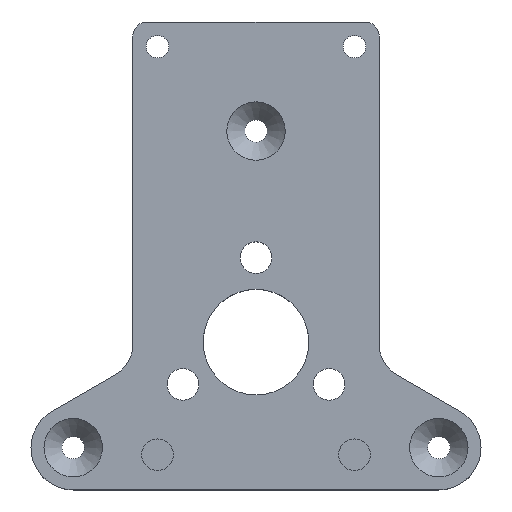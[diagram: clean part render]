
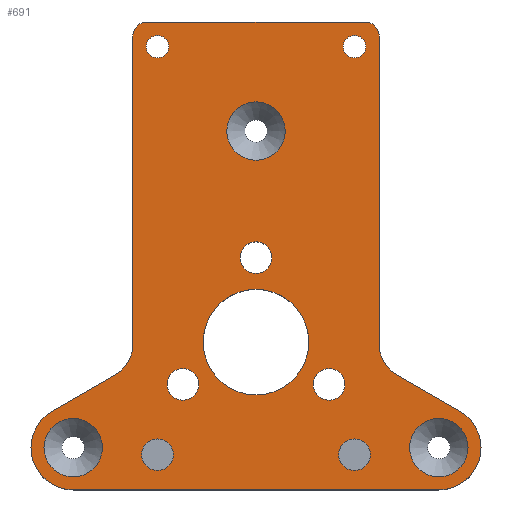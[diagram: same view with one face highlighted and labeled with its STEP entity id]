
A CAD part, top view. The second image highlights one B-rep face of the part: STEP entity #691.
In plain terms, the highlighted planar face has unit normal (0, 0, 1).
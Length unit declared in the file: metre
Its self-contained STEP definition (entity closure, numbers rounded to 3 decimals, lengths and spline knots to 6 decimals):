
#35=LINE('',#1116,#77);
#40=LINE('',#1126,#82);
#41=LINE('',#1128,#83);
#44=LINE('',#1134,#86);
#45=LINE('',#1136,#87);
#49=LINE('',#1148,#91);
#77=VECTOR('',#894,1.);
#82=VECTOR('',#901,1.);
#83=VECTOR('',#904,1.);
#86=VECTOR('',#909,1.);
#87=VECTOR('',#912,1.);
#91=VECTOR('',#926,1.);
#109=PLANE('',#774);
#211=ORIENTED_EDGE('',*,*,#355,.T.);
#212=ORIENTED_EDGE('',*,*,#356,.T.);
#213=ORIENTED_EDGE('',*,*,#357,.T.);
#214=ORIENTED_EDGE('',*,*,#358,.T.);
#215=ORIENTED_EDGE('',*,*,#359,.T.);
#216=ORIENTED_EDGE('',*,*,#360,.T.);
#217=ORIENTED_EDGE('',*,*,#361,.T.);
#218=ORIENTED_EDGE('',*,*,#362,.T.);
#219=ORIENTED_EDGE('',*,*,#351,.T.);
#220=ORIENTED_EDGE('',*,*,#342,.T.);
#221=ORIENTED_EDGE('',*,*,#353,.T.);
#222=ORIENTED_EDGE('',*,*,#349,.T.);
#223=ORIENTED_EDGE('',*,*,#354,.T.);
#224=ORIENTED_EDGE('',*,*,#339,.T.);
#225=ORIENTED_EDGE('',*,*,#325,.T.);
#226=ORIENTED_EDGE('',*,*,#338,.T.);
#227=ORIENTED_EDGE('',*,*,#347,.T.);
#228=ORIENTED_EDGE('',*,*,#333,.T.);
#229=ORIENTED_EDGE('',*,*,#346,.T.);
#230=ORIENTED_EDGE('',*,*,#343,.T.);
#231=ORIENTED_EDGE('',*,*,#328,.T.);
#232=ORIENTED_EDGE('',*,*,#298,.F.);
#233=ORIENTED_EDGE('',*,*,#352,.F.);
#298=EDGE_CURVE('',#386,#386,#456,.T.);
#325=EDGE_CURVE('',#413,#412,#472,.T.);
#328=EDGE_CURVE('',#415,#414,#473,.T.);
#333=EDGE_CURVE('',#419,#418,#35,.T.);
#338=EDGE_CURVE('',#412,#422,#40,.T.);
#339=EDGE_CURVE('',#423,#413,#41,.T.);
#342=EDGE_CURVE('',#414,#424,#44,.T.);
#343=EDGE_CURVE('',#425,#415,#45,.T.);
#346=EDGE_CURVE('',#418,#425,#474,.T.);
#347=EDGE_CURVE('',#422,#419,#475,.T.);
#349=EDGE_CURVE('',#428,#427,#49,.T.);
#351=EDGE_CURVE('',#429,#429,#476,.T.);
#352=EDGE_CURVE('',#430,#430,#477,.T.);
#353=EDGE_CURVE('',#424,#428,#478,.T.);
#354=EDGE_CURVE('',#427,#423,#479,.T.);
#355=EDGE_CURVE('',#431,#431,#480,.T.);
#356=EDGE_CURVE('',#432,#432,#481,.T.);
#357=EDGE_CURVE('',#433,#433,#482,.T.);
#358=EDGE_CURVE('',#434,#434,#483,.T.);
#359=EDGE_CURVE('',#435,#435,#484,.T.);
#360=EDGE_CURVE('',#436,#436,#485,.T.);
#361=EDGE_CURVE('',#437,#437,#486,.T.);
#362=EDGE_CURVE('',#438,#438,#487,.T.);
#386=VERTEX_POINT('',#1045);
#412=VERTEX_POINT('',#1099);
#413=VERTEX_POINT('',#1101);
#414=VERTEX_POINT('',#1105);
#415=VERTEX_POINT('',#1107);
#418=VERTEX_POINT('',#1115);
#419=VERTEX_POINT('',#1117);
#422=VERTEX_POINT('',#1125);
#423=VERTEX_POINT('',#1129);
#424=VERTEX_POINT('',#1133);
#425=VERTEX_POINT('',#1137);
#427=VERTEX_POINT('',#1147);
#428=VERTEX_POINT('',#1149);
#429=VERTEX_POINT('',#1153);
#430=VERTEX_POINT('',#1156);
#431=VERTEX_POINT('',#1163);
#432=VERTEX_POINT('',#1165);
#433=VERTEX_POINT('',#1167);
#434=VERTEX_POINT('',#1169);
#435=VERTEX_POINT('',#1171);
#436=VERTEX_POINT('',#1173);
#437=VERTEX_POINT('',#1175);
#438=VERTEX_POINT('',#1177);
#456=CIRCLE('',#735,0.0075);
#472=CIRCLE('',#753,0.005);
#473=CIRCLE('',#755,0.005);
#474=CIRCLE('',#762,0.006);
#475=CIRCLE('',#764,0.006);
#476=CIRCLE('',#767,0.0016);
#477=CIRCLE('',#769,0.0016);
#478=CIRCLE('',#771,0.002);
#479=CIRCLE('',#773,0.002);
#480=CIRCLE('',#775,0.00225);
#481=CIRCLE('',#776,0.00225);
#482=CIRCLE('',#777,0.00225);
#483=CIRCLE('',#778,0.00225);
#484=CIRCLE('',#779,0.00225);
#485=CIRCLE('',#780,0.00415);
#486=CIRCLE('',#781,0.00415);
#487=CIRCLE('',#782,0.00415);
#527=EDGE_LOOP('',(#211));
#528=EDGE_LOOP('',(#212));
#529=EDGE_LOOP('',(#213));
#530=EDGE_LOOP('',(#214));
#531=EDGE_LOOP('',(#215));
#532=EDGE_LOOP('',(#216));
#533=EDGE_LOOP('',(#217));
#534=EDGE_LOOP('',(#218));
#535=EDGE_LOOP('',(#219));
#536=EDGE_LOOP('',(#220,#221,#222,#223,#224,#225,#226,#227,#228,#229,#230,
#231));
#537=EDGE_LOOP('',(#232));
#538=EDGE_LOOP('',(#233));
#605=FACE_BOUND('',#527,.T.);
#606=FACE_BOUND('',#528,.T.);
#607=FACE_BOUND('',#529,.T.);
#608=FACE_BOUND('',#530,.T.);
#609=FACE_BOUND('',#531,.T.);
#610=FACE_BOUND('',#532,.T.);
#611=FACE_BOUND('',#533,.T.);
#612=FACE_BOUND('',#534,.T.);
#613=FACE_BOUND('',#535,.T.);
#614=FACE_BOUND('',#536,.T.);
#615=FACE_BOUND('',#537,.T.);
#616=FACE_BOUND('',#538,.T.);
#691=ADVANCED_FACE('',(#605,#606,#607,#608,#609,#610,#611,#612,#613,#614,
#615,#616),#109,.T.);
#735=AXIS2_PLACEMENT_3D('',#1044,#833,#834);
#753=AXIS2_PLACEMENT_3D('',#1100,#880,#881);
#755=AXIS2_PLACEMENT_3D('',#1106,#886,#887);
#762=AXIS2_PLACEMENT_3D('',#1142,#917,#918);
#764=AXIS2_PLACEMENT_3D('',#1144,#921,#922);
#767=AXIS2_PLACEMENT_3D('',#1152,#930,#931);
#769=AXIS2_PLACEMENT_3D('',#1155,#934,#935);
#771=AXIS2_PLACEMENT_3D('',#1158,#938,#939);
#773=AXIS2_PLACEMENT_3D('',#1160,#942,#943);
#774=AXIS2_PLACEMENT_3D('',#1161,#944,#945);
#775=AXIS2_PLACEMENT_3D('',#1162,#946,#947);
#776=AXIS2_PLACEMENT_3D('',#1164,#948,#949);
#777=AXIS2_PLACEMENT_3D('',#1166,#950,#951);
#778=AXIS2_PLACEMENT_3D('',#1168,#952,#953);
#779=AXIS2_PLACEMENT_3D('',#1170,#954,#955);
#780=AXIS2_PLACEMENT_3D('',#1172,#956,#957);
#781=AXIS2_PLACEMENT_3D('',#1174,#958,#959);
#782=AXIS2_PLACEMENT_3D('',#1176,#960,#961);
#833=DIRECTION('',(0.,0.,1.));
#834=DIRECTION('',(1.,0.,0.));
#880=DIRECTION('',(0.,0.,-1.));
#881=DIRECTION('',(1.,0.,0.));
#886=DIRECTION('',(0.,0.,-1.));
#887=DIRECTION('',(1.,0.,0.));
#894=DIRECTION('',(1.,0.,0.));
#901=DIRECTION('',(-0.866,-0.5,0.));
#904=DIRECTION('',(0.,-1.,0.));
#909=DIRECTION('',(0.,1.,0.));
#912=DIRECTION('',(-0.866,0.5,0.));
#917=DIRECTION('',(0.,0.,1.));
#918=DIRECTION('',(1.,0.,0.));
#921=DIRECTION('',(0.,0.,1.));
#922=DIRECTION('',(1.,0.,0.));
#926=DIRECTION('',(-1.,0.,0.));
#930=DIRECTION('',(0.,0.,-1.));
#931=DIRECTION('',(1.,0.,0.));
#934=DIRECTION('',(0.,0.,1.));
#935=DIRECTION('',(1.,0.,0.));
#938=DIRECTION('',(0.,0.,1.));
#939=DIRECTION('',(1.,0.,0.));
#942=DIRECTION('',(0.,0.,1.));
#943=DIRECTION('',(1.,0.,0.));
#944=DIRECTION('',(0.,0.,1.));
#945=DIRECTION('',(1.,0.,0.));
#946=DIRECTION('',(0.,0.,-1.));
#947=DIRECTION('',(-1.,0.,0.));
#948=DIRECTION('',(0.,0.,-1.));
#949=DIRECTION('',(-1.,0.,0.));
#950=DIRECTION('',(0.,0.,-1.));
#951=DIRECTION('',(-1.,0.,0.));
#952=DIRECTION('',(0.,0.,-1.));
#953=DIRECTION('',(-1.,0.,0.));
#954=DIRECTION('',(0.,0.,-1.));
#955=DIRECTION('',(-1.,0.,0.));
#956=DIRECTION('',(0.,0.,-1.));
#957=DIRECTION('',(-1.,0.,0.));
#958=DIRECTION('',(0.,0.,-1.));
#959=DIRECTION('',(-1.,0.,0.));
#960=DIRECTION('',(0.,0.,-1.));
#961=DIRECTION('',(-1.,0.,0.));
#1044=CARTESIAN_POINT('',(0.,0.,0.008));
#1045=CARTESIAN_POINT('',(0.0075,0.,0.008));
#1099=CARTESIAN_POINT('',(-0.02,-0.004619,0.008));
#1100=CARTESIAN_POINT('',(-0.0225,-0.000289,0.008));
#1101=CARTESIAN_POINT('',(-0.0175,-0.000289,0.008));
#1105=CARTESIAN_POINT('',(0.0175,-0.000289,0.008));
#1106=CARTESIAN_POINT('',(0.0225,-0.000289,0.008));
#1107=CARTESIAN_POINT('',(0.02,-0.004619,0.008));
#1115=CARTESIAN_POINT('',(0.025981,-0.021,0.008));
#1116=CARTESIAN_POINT('',(0.025981,-0.021,0.008));
#1117=CARTESIAN_POINT('',(-0.025981,-0.021,0.008));
#1125=CARTESIAN_POINT('',(-0.028981,-0.009804,0.008));
#1126=CARTESIAN_POINT('',(-0.028981,-0.009804,0.008));
#1128=CARTESIAN_POINT('',(-0.0175,0.036,0.008));
#1129=CARTESIAN_POINT('',(-0.0175,0.0435,0.008));
#1133=CARTESIAN_POINT('',(0.0175,0.0435,0.008));
#1134=CARTESIAN_POINT('',(0.0175,0.036,0.008));
#1136=CARTESIAN_POINT('',(0.028981,-0.009804,0.008));
#1137=CARTESIAN_POINT('',(0.028981,-0.009804,0.008));
#1142=CARTESIAN_POINT('',(0.025981,-0.015,0.008));
#1144=CARTESIAN_POINT('',(-0.025981,-0.015,0.008));
#1147=CARTESIAN_POINT('',(-0.0155,0.0455,0.008));
#1148=CARTESIAN_POINT('',(0.0175,0.0455,0.008));
#1149=CARTESIAN_POINT('',(0.0155,0.0455,0.008));
#1152=CARTESIAN_POINT('',(0.014,0.042,0.008));
#1153=CARTESIAN_POINT('',(0.0156,0.042,0.008));
#1155=CARTESIAN_POINT('',(-0.014,0.042,0.008));
#1156=CARTESIAN_POINT('',(-0.0124,0.042,0.008));
#1158=CARTESIAN_POINT('',(0.0155,0.0435,0.008));
#1160=CARTESIAN_POINT('',(-0.0155,0.0435,0.008));
#1161=CARTESIAN_POINT('',(0.025981,-0.015,0.008));
#1162=CARTESIAN_POINT('',(0.,0.012,0.008));
#1163=CARTESIAN_POINT('',(-0.00225,0.012,0.008));
#1164=CARTESIAN_POINT('',(-0.010392,-0.006,0.008));
#1165=CARTESIAN_POINT('',(-0.012642,-0.006,0.008));
#1166=CARTESIAN_POINT('',(0.010392,-0.006,0.008));
#1167=CARTESIAN_POINT('',(0.008142,-0.006,0.008));
#1168=CARTESIAN_POINT('',(-0.014,-0.016,0.008));
#1169=CARTESIAN_POINT('',(-0.01625,-0.016,0.008));
#1170=CARTESIAN_POINT('',(0.014,-0.016,0.008));
#1171=CARTESIAN_POINT('',(0.01175,-0.016,0.008));
#1172=CARTESIAN_POINT('',(-0.025981,-0.015,0.008));
#1173=CARTESIAN_POINT('',(-0.030131,-0.015,0.008));
#1174=CARTESIAN_POINT('',(0.025981,-0.015,0.008));
#1175=CARTESIAN_POINT('',(0.021831,-0.015,0.008));
#1176=CARTESIAN_POINT('',(0.,0.03,0.008));
#1177=CARTESIAN_POINT('',(-0.00415,0.03,0.008));
